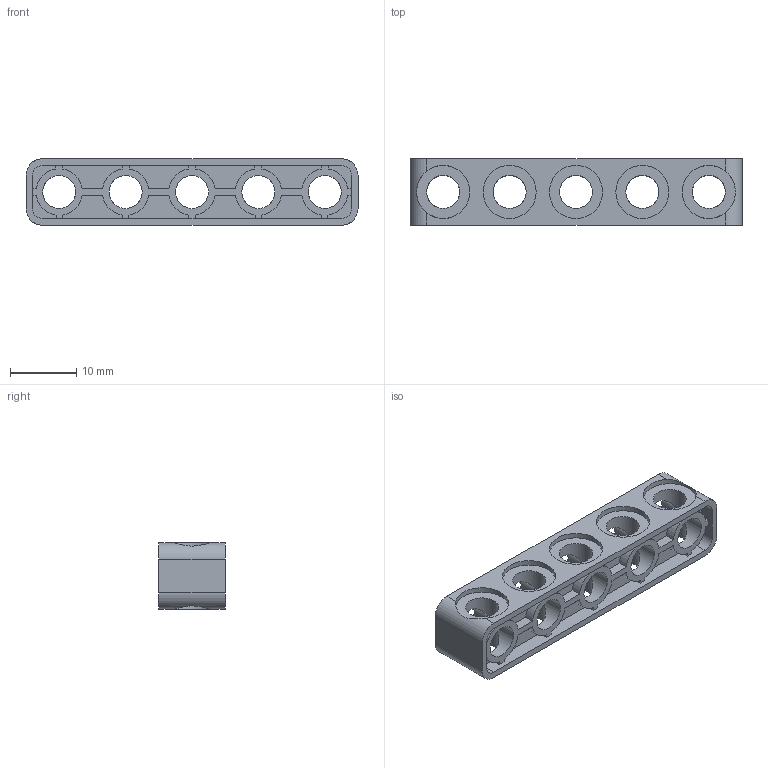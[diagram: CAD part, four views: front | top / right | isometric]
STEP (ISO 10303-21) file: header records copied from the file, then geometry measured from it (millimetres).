
FILE_DESCRIPTION(/* description */ ('Unknown'),/* implementation_level */ '2;1');
FILE_NAME(/* name */ 'B1x5v',/* time_stamp */ '2018-06-25T19:20:24+02:00',/* author */ ('Unknown'),/* organization */ ('Unknown'),/* preprocessor_version */ 'ST-DEVELOPER v16.7',/* originating_system */ 'DEX',/* authorisation */ $);
FILE_SCHEMA (('AUTOMOTIVE_DESIGN {1 0 10303 214 3 1 1}'));
Length unit declared in the file: millimetre
Products named in the file (1): B1x5v
Bounding box: 50 x 10 x 10 mm (x, y, z)
Volume: 2188.8 mm3; surface area: 3615 mm2
Topology: 1 solids, 1 shells, 196 faces, 573 edges, 377 vertices
Faces by surface type: plane 114, cylinder 82
Full cylindrical faces by diameter (mm): 5 x20, 8 x10
Entity records: 6286 total; most frequent: CARTESIAN_POINT 1103, DIRECTION 1078, ORIENTED_EDGE 1048, EDGE_CURVE 524, AXIS2_PLACEMENT_3D 361, VERTEX_POINT 358, LINE 356, VECTOR 356
